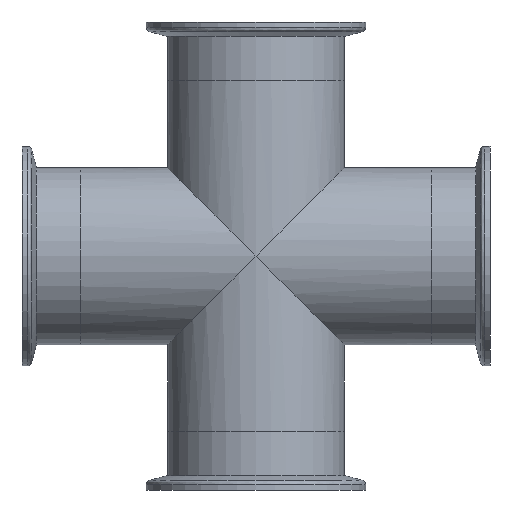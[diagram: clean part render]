
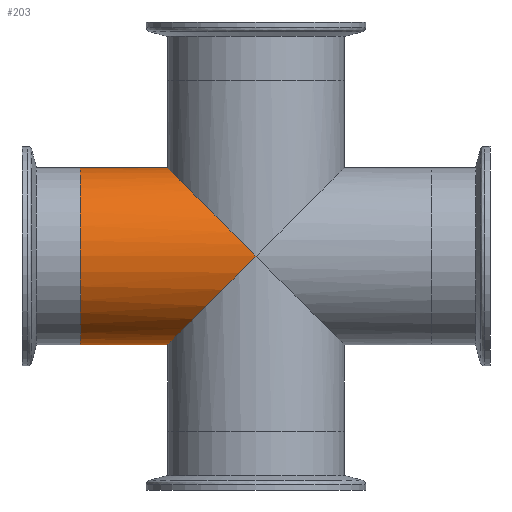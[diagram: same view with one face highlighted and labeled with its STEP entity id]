
A CAD part, front view. The second image highlights one B-rep face of the part: STEP entity #203.
In plain terms, the highlighted cylindrical face has radius 30.25 mm (diameter 60.5 mm), a partial arc.
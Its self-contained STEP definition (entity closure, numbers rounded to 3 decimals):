
#203=ADVANCED_FACE('',(#345),#344,.T.);
#344=CYLINDRICAL_SURFACE('',#970,30.25);
#345=FACE_OUTER_BOUND('',#971,.T.);
#967=CARTESIAN_POINT('',(0.,0.,0.));
#968=DIRECTION('',(1.,0.,0.));
#969=DIRECTION('',(0.,0.,1.));
#970=AXIS2_PLACEMENT_3D('',#967,#968,#969);
#971=EDGE_LOOP('',(#1459,#1460,#1461,#1462,#1463));
#1459=ORIENTED_EDGE('',*,*,#1727,.F.);
#1460=ORIENTED_EDGE('',*,*,#1728,.F.);
#1461=ORIENTED_EDGE('',*,*,#1729,.F.);
#1462=ORIENTED_EDGE('',*,*,#1700,.F.);
#1463=ORIENTED_EDGE('',*,*,#1730,.T.);
#1700=EDGE_CURVE('',#1838,#1837,#1845,.T.);
#1727=EDGE_CURVE('',#1956,#2029,#2030,.T.);
#1728=EDGE_CURVE('',#2036,#1956,#2037,.T.);
#1729=EDGE_CURVE('',#1837,#2036,#2043,.T.);
#1730=EDGE_CURVE('',#1838,#2029,#2049,.T.);
#1837=VERTEX_POINT('',#2747);
#1838=VERTEX_POINT('',#2748);
#1845=CIRCLE('',#2756,30.25);
#1956=VERTEX_POINT('',#2830);
#2029=VERTEX_POINT('',#2867);
#2030=(BOUNDED_CURVE() B_SPLINE_CURVE(2,(#2868,#2869,#2870),.UNSPECIFIED.,.F.,.F.) B_SPLINE_CURVE_WITH_KNOTS((3,3),(4.712,6.283),.UNSPECIFIED.) CURVE() GEOMETRIC_REPRESENTATION_ITEM() RATIONAL_B_SPLINE_CURVE((1.,0.707,1.)) REPRESENTATION_ITEM('') );
#2036=VERTEX_POINT('',#2871);
#2037=(BOUNDED_CURVE() B_SPLINE_CURVE(2,(#2872,#2873,#2874),.UNSPECIFIED.,.F.,.F.) B_SPLINE_CURVE_WITH_KNOTS((3,3),(3.142,4.712),.UNSPECIFIED.) CURVE() GEOMETRIC_REPRESENTATION_ITEM() RATIONAL_B_SPLINE_CURVE((1.,0.707,1.)) REPRESENTATION_ITEM('') );
#2043=(BOUNDED_CURVE() B_SPLINE_CURVE(1,(#2875,#2876),.UNSPECIFIED.,.F.,.F.) B_SPLINE_CURVE_WITH_KNOTS((2,2),(0.083,0.497),.UNSPECIFIED.) CURVE() GEOMETRIC_REPRESENTATION_ITEM() RATIONAL_B_SPLINE_CURVE((1.,1.)) REPRESENTATION_ITEM('') );
#2049=(BOUNDED_CURVE() B_SPLINE_CURVE(1,(#2877,#2878),.UNSPECIFIED.,.F.,.F.) B_SPLINE_CURVE_WITH_KNOTS((2,2),(0.083,0.497),.UNSPECIFIED.) CURVE() GEOMETRIC_REPRESENTATION_ITEM() RATIONAL_B_SPLINE_CURVE((0.75,0.75)) REPRESENTATION_ITEM('') );
#2747=CARTESIAN_POINT('',(-60.,0.,30.25));
#2748=CARTESIAN_POINT('',(-60.,0.,-30.25));
#2753=CARTESIAN_POINT('',(-60.,0.,0.));
#2754=DIRECTION('',(-1.,0.,0.));
#2755=DIRECTION('',(0.,0.,1.));
#2756=AXIS2_PLACEMENT_3D('',#2753,#2754,#2755);
#2830=CARTESIAN_POINT('',(0.,-30.25,0.));
#2867=CARTESIAN_POINT('',(-30.25,0.,-30.25));
#2868=CARTESIAN_POINT('',(0.,-30.25,0.));
#2869=CARTESIAN_POINT('',(-30.25,-30.25,-30.25));
#2870=CARTESIAN_POINT('',(-30.25,0.,-30.25));
#2871=CARTESIAN_POINT('',(-30.25,0.,30.25));
#2872=CARTESIAN_POINT('',(-30.25,0.,30.25));
#2873=CARTESIAN_POINT('',(-30.25,-30.25,30.25));
#2874=CARTESIAN_POINT('',(0.,-30.25,0.));
#2875=CARTESIAN_POINT('',(-60.,0.,30.25));
#2876=CARTESIAN_POINT('',(-30.25,0.,30.25));
#2877=CARTESIAN_POINT('',(-60.,0.,-30.25));
#2878=CARTESIAN_POINT('',(-30.25,0.,-30.25));
